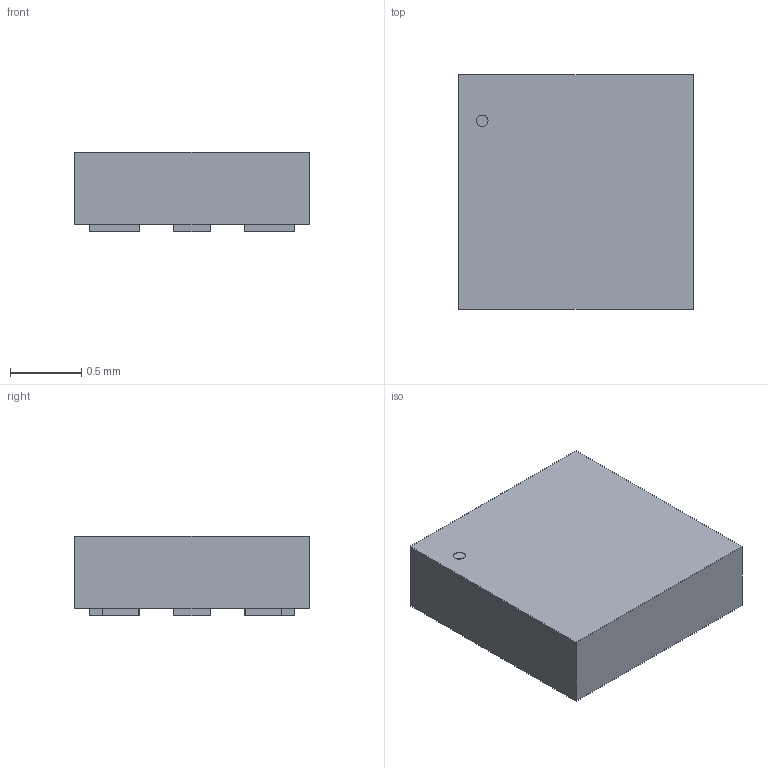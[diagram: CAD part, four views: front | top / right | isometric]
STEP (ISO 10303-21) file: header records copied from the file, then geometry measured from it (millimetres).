
FILE_DESCRIPTION(('STEP AP214'),'1');
FILE_NAME('FXMAR2102L8X_ONS','2024-08-12T03:01:08',(''),(''),'','','');
FILE_SCHEMA(('AUTOMOTIVE_DESIGN'));
Length unit declared in the file: millimetre
Products named in the file (1): product
Bounding box: 1.65 x 1.65 x 0.56 mm (x, y, z)
Volume: 1.4 mm3; surface area: 10.8 mm2
Topology: 10 solids, 10 shells, 57 faces, 111 edges, 74 vertices
Faces by surface type: plane 56, cylinder 1
Full cylindrical faces by diameter (mm): 0.083 x1
Entity records: 1525 total; most frequent: DIRECTION 230, ORIENTED_EDGE 220, CARTESIAN_POINT 135, EDGE_CURVE 110, LINE 108, VECTOR 108, VERTEX_POINT 74, AXIS2_PLACEMENT_3D 61
